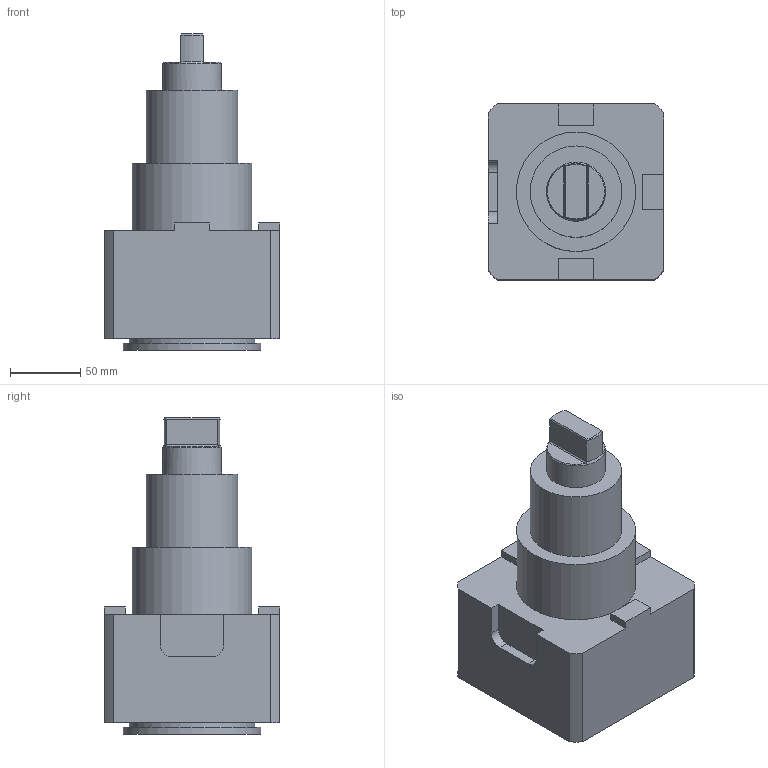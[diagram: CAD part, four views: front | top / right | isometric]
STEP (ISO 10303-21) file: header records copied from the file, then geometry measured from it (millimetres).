
FILE_DESCRIPTION(/* description */ ('3-D model version:1'),/* implementation_level */ '2;1');
FILE_NAME(/* name */ 'C6-DNE-BT85A-E',/* time_stamp */ '2016-12-02T13:42:01',/* author */ ('InteractiveCad'),/* organization */ ('AB Sandvik Coromant'),/* preprocessor_version */ 'ST-DEVELOPER v15',/* originating_system */ 'SIEMENS PLM Software NX 8.5',/* authorization */ '');
FILE_SCHEMA(('AUTOMOTIVE_DESIGN'));
Length unit declared in the file: millimetre
Products named in the file (1): C6-DNE-BT85A-E-634642927747523496-1
Bounding box: 125 x 125 x 225 mm (x, y, z)
Volume: 1678564.3 mm3; surface area: 108415.2 mm2
Topology: 1 solids, 1 shells, 66 faces, 159 edges, 105 vertices
Faces by surface type: plane 38, cylinder 17, cone 11
Full cylindrical faces by diameter (mm): 4 x1, 42 x1, 48.5 x1, 65 x1, 84.9 x1, 89 x1, 98 x1
Entity records: 2086 total; most frequent: CARTESIAN_POINT 483, DIRECTION 322, ORIENTED_EDGE 292, EDGE_CURVE 146, AXIS2_PLACEMENT_3D 119, VERTEX_POINT 102, EDGE_LOOP 86, LINE 84
